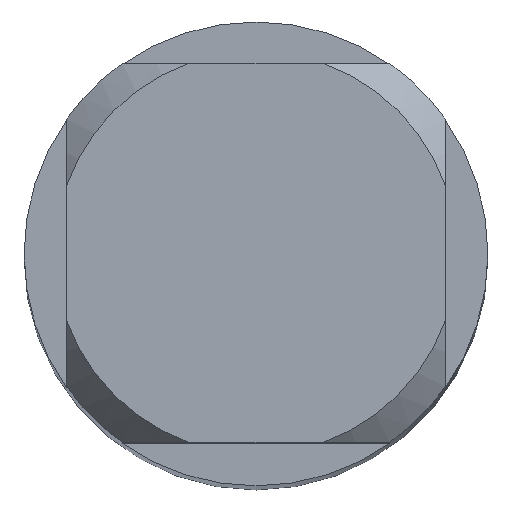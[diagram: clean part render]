
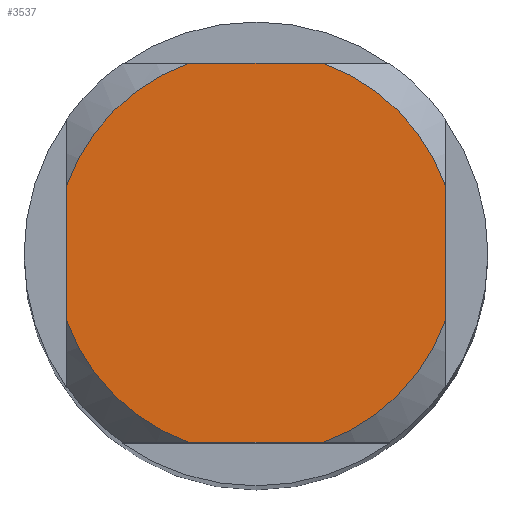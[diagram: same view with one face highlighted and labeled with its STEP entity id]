
A CAD part, top view. The second image highlights one B-rep face of the part: STEP entity #3537.
In plain terms, the highlighted planar face has unit normal (0, 0, 1).
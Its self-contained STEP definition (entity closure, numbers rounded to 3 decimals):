
#2773=EDGE_CURVE('',#6189,#5041,#7940,.T.);
#2901=EDGE_CURVE('',#5785,#6507,#8078,.T.);
#3467=EDGE_CURVE('',#5809,#6507,#8687,.T.);
#3537=ADVANCED_FACE('',(#8765),#8766,.T.);
#3647=EDGE_CURVE('',#5809,#5511,#8884,.T.);
#4777=EDGE_CURVE('',#5155,#7231,#10116,.T.);
#5041=VERTEX_POINT('',#10414);
#5155=VERTEX_POINT('',#10540);
#5511=VERTEX_POINT('',#10923);
#5785=VERTEX_POINT('',#11218);
#5809=VERTEX_POINT('',#11246);
#6157=EDGE_CURVE('',#5785,#5041,#11633,.T.);
#6189=VERTEX_POINT('',#11667);
#6507=VERTEX_POINT('',#12008);
#6799=EDGE_CURVE('',#6189,#7231,#12334,.T.);
#7231=VERTEX_POINT('',#12799);
#7473=EDGE_CURVE('',#5155,#5511,#13065,.T.);
#7940=CIRCLE('',#13652,2.6);
#8078=CIRCLE('',#13915,2.6);
#8687=LINE('',#14943,#14944);
#8765=FACE_OUTER_BOUND('',#15107,.T.);
#8766=PLANE('',#15108);
#8884=CIRCLE('',#15322,2.6);
#10116=CIRCLE('',#17581,2.6);
#10414=CARTESIAN_POINT('',(0.87,-2.45,0.0));
#10540=CARTESIAN_POINT('',(0.87,2.45,0.0));
#10923=CARTESIAN_POINT('',(-0.87,2.45,0.0));
#11218=CARTESIAN_POINT('',(-0.87,-2.45,0.0));
#11246=CARTESIAN_POINT('',(-2.45,0.87,0.0));
#11633=LINE('',#20212,#20213);
#11667=CARTESIAN_POINT('',(2.45,-0.87,0.0));
#12008=CARTESIAN_POINT('',(-2.45,-0.87,0.0));
#12334=LINE('',#21434,#21435);
#12799=CARTESIAN_POINT('',(2.45,0.87,0.0));
#13065=LINE('',#22737,#22738);
#13652=AXIS2_PLACEMENT_3D('',#23435,#23436,#23437);
#13915=AXIS2_PLACEMENT_3D('',#23581,#23582,#23583);
#14943=CARTESIAN_POINT('',(-2.45,0.65,0.0));
#14944=VECTOR('',#24144,1.0);
#15107=EDGE_LOOP('',(#24233,#24234,#24235,#24236,#24237,#24238,#24239,#24240));
#15108=AXIS2_PLACEMENT_3D('',#24241,#24242,#24243);
#15322=AXIS2_PLACEMENT_3D('',#24355,#24356,#24357);
#17581=AXIS2_PLACEMENT_3D('',#25632,#25633,#25634);
#20212=CARTESIAN_POINT('',(0.0,-2.45,0.0));
#20213=VECTOR('',#27835,1.0);
#21434=CARTESIAN_POINT('',(2.45,0.65,0.0));
#21435=VECTOR('',#28585,1.0);
#22737=CARTESIAN_POINT('',(0.0,2.45,0.0));
#22738=VECTOR('',#29342,1.0);
#23435=CARTESIAN_POINT('',(0.0,0.0,0.0));
#23436=DIRECTION('',(0.0,0.0,-1.0));
#23437=DIRECTION('',(0.0,1.0,0.0));
#23581=CARTESIAN_POINT('',(0.0,0.0,0.0));
#23582=DIRECTION('',(0.0,0.0,-1.0));
#23583=DIRECTION('',(0.0,1.0,0.0));
#24144=DIRECTION('',(-0.0,-1.0,0.0));
#24233=ORIENTED_EDGE('',*,*,#3467,.T.);
#24234=ORIENTED_EDGE('',*,*,#2901,.F.);
#24235=ORIENTED_EDGE('',*,*,#6157,.T.);
#24236=ORIENTED_EDGE('',*,*,#2773,.F.);
#24237=ORIENTED_EDGE('',*,*,#6799,.T.);
#24238=ORIENTED_EDGE('',*,*,#4777,.F.);
#24239=ORIENTED_EDGE('',*,*,#7473,.T.);
#24240=ORIENTED_EDGE('',*,*,#3647,.F.);
#24241=CARTESIAN_POINT('',(0.0,1.3,0.0));
#24242=DIRECTION('',(-0.0,0.0,1.0));
#24243=DIRECTION('',(0.0,-1.0,0.0));
#24355=CARTESIAN_POINT('',(0.0,0.0,0.0));
#24356=DIRECTION('',(0.0,0.0,-1.0));
#24357=DIRECTION('',(0.0,1.0,0.0));
#25632=CARTESIAN_POINT('',(0.0,0.0,0.0));
#25633=DIRECTION('',(0.0,0.0,-1.0));
#25634=DIRECTION('',(0.0,1.0,0.0));
#27835=DIRECTION('',(1.0,0.0,0.0));
#28585=DIRECTION('',(-0.0,1.0,0.0));
#29342=DIRECTION('',(-1.0,0.0,0.0));
